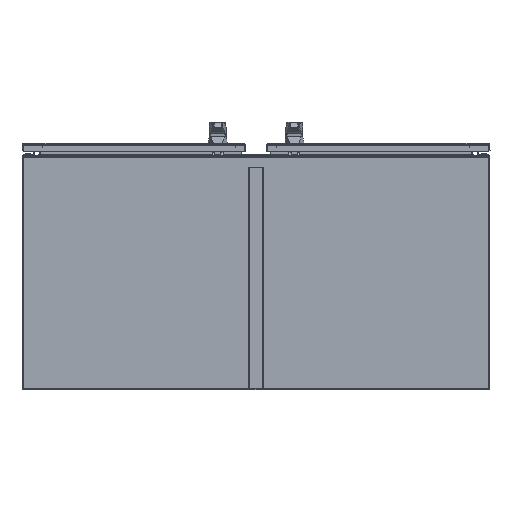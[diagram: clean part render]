
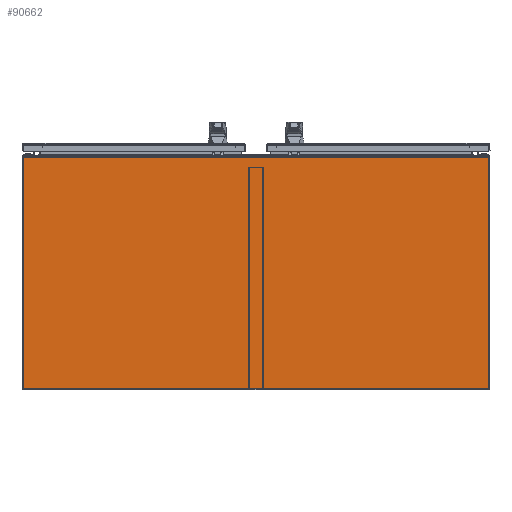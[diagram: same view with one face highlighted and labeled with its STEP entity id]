
A CAD part, front view. The second image highlights one B-rep face of the part: STEP entity #90662.
In plain terms, the highlighted planar face has unit normal (0, -1, 0).
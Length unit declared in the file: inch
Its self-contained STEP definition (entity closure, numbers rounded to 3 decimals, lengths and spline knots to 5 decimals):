
#6672 = AXIS2_PLACEMENT_3D ( 'NONE', #74667, #118236, #116378 ) ;
#11951 = EDGE_LOOP ( 'NONE', ( #76226, #105344, #36483, #72058 ) ) ;
#14197 = FACE_OUTER_BOUND ( 'NONE', #11951, .T. ) ;
#19078 = VECTOR ( 'NONE', #102209, 39.37008 ) ;
#20248 = LINE ( 'NONE', #40184, #75468 ) ;
#28555 = DIRECTION ( 'NONE',  ( 0., 0., -1. ) ) ;
#29609 = VECTOR ( 'NONE', #87516, 39.37008 ) ;
#31347 = CARTESIAN_POINT ( 'NONE',  ( 48.021, -0.104, 0.104 ) ) ;
#36483 = ORIENTED_EDGE ( 'NONE', *, *, #126969, .F. ) ;
#36784 = CARTESIAN_POINT ( 'NONE',  ( 0.104, -0.104, 0.104 ) ) ;
#40184 = CARTESIAN_POINT ( 'NONE',  ( 48.021, -0.104, 24.021 ) ) ;
#42107 = VERTEX_POINT ( 'NONE', #71535 ) ;
#44162 = EDGE_CURVE ( 'NONE', #104465, #114392, #109574, .T. ) ;
#50152 = EDGE_CURVE ( 'NONE', #114392, #42107, #84942, .T. ) ;
#53609 = PLANE ( 'NONE',  #6672 ) ;
#54289 = EDGE_CURVE ( 'NONE', #110088, #104465, #127777, .T. ) ;
#63788 = CARTESIAN_POINT ( 'NONE',  ( 0.104, -0.104, 0.104 ) ) ;
#70016 = DIRECTION ( 'NONE',  ( -1., 0., 0. ) ) ;
#71535 = CARTESIAN_POINT ( 'NONE',  ( 48.021, -0.104, 23.88037 ) ) ;
#72058 = ORIENTED_EDGE ( 'NONE', *, *, #50152, .F. ) ;
#74667 = CARTESIAN_POINT ( 'NONE',  ( 24.0625, -0.104, 12.1145 ) ) ;
#75468 = VECTOR ( 'NONE', #28555, 39.37008 ) ;
#76226 = ORIENTED_EDGE ( 'NONE', *, *, #44162, .F. ) ;
#84942 = LINE ( 'NONE', #109578, #29609 ) ;
#85911 = CARTESIAN_POINT ( 'NONE',  ( 0.104, -0.104, 23.88037 ) ) ;
#87516 = DIRECTION ( 'NONE',  ( 1., 0., 0. ) ) ;
#90662 = ADVANCED_FACE ( 'NONE', ( #14197 ), #53609, .F. ) ;
#94331 = VECTOR ( 'NONE', #70016, 39.37008 ) ;
#102209 = DIRECTION ( 'NONE',  ( 0., 0., 1. ) ) ;
#104465 = VERTEX_POINT ( 'NONE', #63788 ) ;
#105344 = ORIENTED_EDGE ( 'NONE', *, *, #54289, .F. ) ;
#109574 = LINE ( 'NONE', #129337, #19078 ) ;
#109578 = CARTESIAN_POINT ( 'NONE',  ( 24.0625, -0.104, 23.88037 ) ) ;
#110088 = VERTEX_POINT ( 'NONE', #31347 ) ;
#114392 = VERTEX_POINT ( 'NONE', #85911 ) ;
#116378 = DIRECTION ( 'NONE',  ( 0., 0., 1. ) ) ;
#118236 = DIRECTION ( 'NONE',  ( 0., 1., 0. ) ) ;
#126969 = EDGE_CURVE ( 'NONE', #42107, #110088, #20248, .T. ) ;
#127777 = LINE ( 'NONE', #36784, #94331 ) ;
#129337 = CARTESIAN_POINT ( 'NONE',  ( 0.104, -0.104, 24.021 ) ) ;
